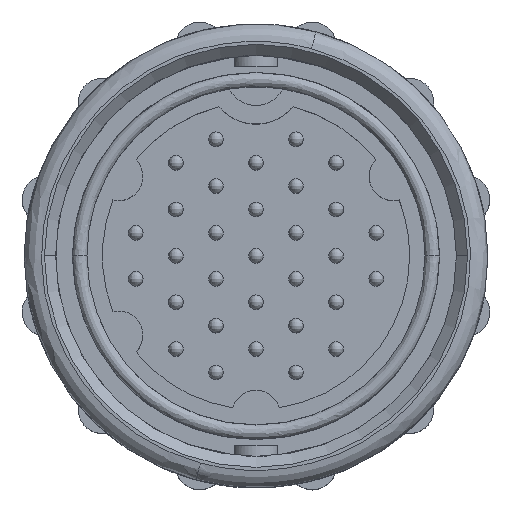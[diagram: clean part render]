
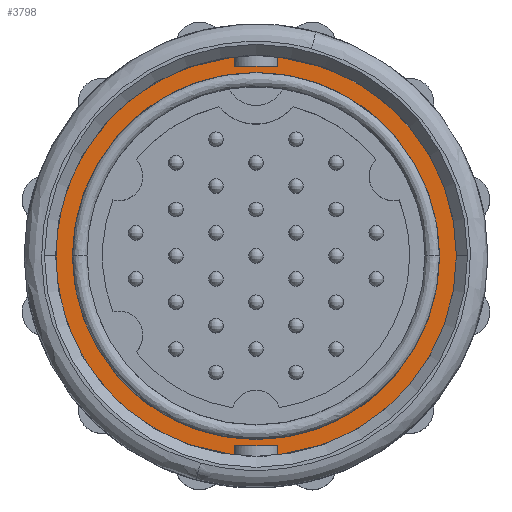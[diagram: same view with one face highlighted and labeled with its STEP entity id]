
A CAD part, top view. The second image highlights one B-rep face of the part: STEP entity #3798.
In plain terms, the highlighted planar face has unit normal (0, 0, 1).
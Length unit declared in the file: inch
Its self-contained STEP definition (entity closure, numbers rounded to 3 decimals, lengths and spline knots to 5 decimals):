
#1919 = CARTESIAN_POINT ( 'NONE',  ( 0., 0., 0.24329 ) ) ;
#1920 = DIRECTION ( 'NONE',  ( 0., 0., 1. ) ) ;
#1921 = DIRECTION ( 'NONE',  ( -1., 0., 0. ) ) ;
#2305 = EDGE_CURVE ( 'NONE', #11349, #11269, #2334, .T. ) ;
#2306 = EDGE_CURVE ( 'NONE', #11476, #11477, #5017, .T. ) ;
#2309 = EDGE_CURVE ( 'NONE', #11347, #11439, #5031, .T. ) ;
#2314 = EDGE_CURVE ( 'NONE', #11417, #11347, #3228, .T. ) ;
#2319 = EDGE_CURVE ( 'NONE', #11349, #11417, #3262, .T. ) ;
#2321 = EDGE_CURVE ( 'NONE', #11477, #11305, #3302, .T. ) ;
#2327 = EDGE_CURVE ( 'NONE', #11336, #11476, #2651, .T. ) ;
#2329 = EDGE_CURVE ( 'NONE', #11336, #11439, #2338, .T. ) ;
#2334 = CIRCLE ( 'NONE', #7193, 0.54 ) ;
#2338 = CIRCLE ( 'NONE', #8568, 0.54 ) ;
#2651 = LINE ( 'NONE', #2776, #8575 ) ;
#2670 = DIRECTION ( 'NONE',  ( 1., 0., 0. ) ) ;
#2774 = DIRECTION ( 'NONE',  ( 0., -1., 0. ) ) ;
#2776 = CARTESIAN_POINT ( 'NONE',  ( -0.0575, 0., 0.24329 ) ) ;
#2777 = DIRECTION ( 'NONE',  ( 0., 0., 1. ) ) ;
#2897 = CARTESIAN_POINT ( 'NONE',  ( 0., 0., 0.24329 ) ) ;
#3124 = DIRECTION ( 'NONE',  ( 0., -1., 0. ) ) ;
#3194 = DIRECTION ( 'NONE',  ( -1., 0., 0. ) ) ;
#3227 = CARTESIAN_POINT ( 'NONE',  ( -0.4555, -0.511, 0.24329 ) ) ;
#3228 = LINE ( 'NONE', #3227, #8473 ) ;
#3262 = LINE ( 'NONE', #3266, #8560 ) ;
#3266 = CARTESIAN_POINT ( 'NONE',  ( 0.0575, 0., 0.24329 ) ) ;
#3269 = DIRECTION ( 'NONE',  ( 0., 1., 0. ) ) ;
#3302 = LINE ( 'NONE', #3306, #8429 ) ;
#3306 = CARTESIAN_POINT ( 'NONE',  ( 0.0575, 0., 0.24329 ) ) ;
#3309 = DIRECTION ( 'NONE',  ( 0., 1., 0. ) ) ;
#3798 = ADVANCED_FACE ( 'NONE', ( #7809, #7791 ), #9786, .F. ) ;
#4135 = EDGE_CURVE ( 'NONE', #6780, #6706, #10932, .T. ) ;
#4339 = EDGE_CURVE ( 'NONE', #6706, #6780, #11191, .T. ) ;
#4499 = EDGE_CURVE ( 'NONE', #11269, #11305, #11017, .T. ) ;
#4985 = CARTESIAN_POINT ( 'NONE',  ( -0.4555, 0.511, 0.24329 ) ) ;
#5004 = DIRECTION ( 'NONE',  ( 1., 0., 0. ) ) ;
#5007 = DIRECTION ( 'NONE',  ( 0., 0., 1. ) ) ;
#5017 = LINE ( 'NONE', #4985, #7185 ) ;
#5019 = CARTESIAN_POINT ( 'NONE',  ( 0., 0., 0.24329 ) ) ;
#5030 = DIRECTION ( 'NONE',  ( 1., 0., 0. ) ) ;
#5031 = LINE ( 'NONE', #5661, #7197 ) ;
#5273 = ORIENTED_EDGE ( 'NONE', *, *, #2314, .F. ) ;
#5281 = ORIENTED_EDGE ( 'NONE', *, *, #4499, .T. ) ;
#5324 = ORIENTED_EDGE ( 'NONE', *, *, #4339, .F. ) ;
#5364 = ORIENTED_EDGE ( 'NONE', *, *, #4135, .F. ) ;
#5375 = ORIENTED_EDGE ( 'NONE', *, *, #2327, .F. ) ;
#5379 = ORIENTED_EDGE ( 'NONE', *, *, #2319, .F. ) ;
#5383 = ORIENTED_EDGE ( 'NONE', *, *, #2305, .T. ) ;
#5399 = ORIENTED_EDGE ( 'NONE', *, *, #2321, .F. ) ;
#5417 = ORIENTED_EDGE ( 'NONE', *, *, #2309, .F. ) ;
#5572 = ORIENTED_EDGE ( 'NONE', *, *, #2306, .F. ) ;
#5575 = ORIENTED_EDGE ( 'NONE', *, *, #2329, .T. ) ;
#5661 = CARTESIAN_POINT ( 'NONE',  ( -0.0575, -0.541, 0.24329 ) ) ;
#6167 = CARTESIAN_POINT ( 'NONE',  ( 0., 0., 0.24329 ) ) ;
#6169 = DIRECTION ( 'NONE',  ( 0., 0., 1. ) ) ;
#6171 = DIRECTION ( 'NONE',  ( 1., 0., 0. ) ) ;
#6413 = CARTESIAN_POINT ( 'NONE',  ( 0.49437, 0., 0.24329 ) ) ;
#6441 = CARTESIAN_POINT ( 'NONE',  ( -0.49437, 0., 0.24329 ) ) ;
#6466 = CARTESIAN_POINT ( 'NONE',  ( 0.54, 0., 0.24329 ) ) ;
#6477 = CARTESIAN_POINT ( 'NONE',  ( 0.0575, 0.53693, 0.24329 ) ) ;
#6491 = CARTESIAN_POINT ( 'NONE',  ( -0.0575, 0.53693, 0.24329 ) ) ;
#6496 = CARTESIAN_POINT ( 'NONE',  ( -0.0575, -0.511, 0.24329 ) ) ;
#6497 = CARTESIAN_POINT ( 'NONE',  ( 0.0575, -0.53693, 0.24329 ) ) ;
#6520 = CARTESIAN_POINT ( 'NONE',  ( 0.0575, -0.511, 0.24329 ) ) ;
#6532 = CARTESIAN_POINT ( 'NONE',  ( -0.0575, -0.53693, 0.24329 ) ) ;
#6562 = CARTESIAN_POINT ( 'NONE',  ( -0.0575, 0.511, 0.24329 ) ) ;
#6563 = CARTESIAN_POINT ( 'NONE',  ( 0.0575, 0.511, 0.24329 ) ) ;
#6706 = VERTEX_POINT ( 'NONE', #6413 ) ;
#6780 = VERTEX_POINT ( 'NONE', #6441 ) ;
#7150 = AXIS2_PLACEMENT_3D ( 'NONE', #6167, #6169, #6171 ) ;
#7185 = VECTOR ( 'NONE', #5004, 39.37008 ) ;
#7193 = AXIS2_PLACEMENT_3D ( 'NONE', #5019, #5007, #5030 ) ;
#7197 = VECTOR ( 'NONE', #3124, 39.37008 ) ;
#7278 = AXIS2_PLACEMENT_3D ( 'NONE', #9183, #9184, #9185 ) ;
#7765 = AXIS2_PLACEMENT_3D ( 'NONE', #9787, #9788, #9789 ) ;
#7791 = FACE_BOUND ( 'NONE', #12257, .T. ) ;
#7809 = FACE_OUTER_BOUND ( 'NONE', #12260, .T. ) ;
#8413 = AXIS2_PLACEMENT_3D ( 'NONE', #1919, #1920, #1921 ) ;
#8429 = VECTOR ( 'NONE', #3309, 39.37008 ) ;
#8473 = VECTOR ( 'NONE', #3194, 39.37008 ) ;
#8560 = VECTOR ( 'NONE', #3269, 39.37008 ) ;
#8568 = AXIS2_PLACEMENT_3D ( 'NONE', #2897, #2777, #2670 ) ;
#8575 = VECTOR ( 'NONE', #2774, 39.37008 ) ;
#9183 = CARTESIAN_POINT ( 'NONE',  ( 0., 0., 0.24329 ) ) ;
#9184 = DIRECTION ( 'NONE',  ( 0., 0., 1. ) ) ;
#9185 = DIRECTION ( 'NONE',  ( -1., 0., 0. ) ) ;
#9786 = PLANE ( 'NONE',  #7765 ) ;
#9787 = CARTESIAN_POINT ( 'NONE',  ( -0.4555, 0., 0.24329 ) ) ;
#9788 = DIRECTION ( 'NONE',  ( 0., 0., -1. ) ) ;
#9789 = DIRECTION ( 'NONE',  ( -1., 0., 0. ) ) ;
#10932 = CIRCLE ( 'NONE', #7278, 0.49437 ) ;
#11017 = CIRCLE ( 'NONE', #7150, 0.54 ) ;
#11191 = CIRCLE ( 'NONE', #8413, 0.49437 ) ;
#11269 = VERTEX_POINT ( 'NONE', #6466 ) ;
#11305 = VERTEX_POINT ( 'NONE', #6477 ) ;
#11336 = VERTEX_POINT ( 'NONE', #6491 ) ;
#11347 = VERTEX_POINT ( 'NONE', #6496 ) ;
#11349 = VERTEX_POINT ( 'NONE', #6497 ) ;
#11417 = VERTEX_POINT ( 'NONE', #6520 ) ;
#11439 = VERTEX_POINT ( 'NONE', #6532 ) ;
#11476 = VERTEX_POINT ( 'NONE', #6562 ) ;
#11477 = VERTEX_POINT ( 'NONE', #6563 ) ;
#12257 = EDGE_LOOP ( 'NONE', ( #5364, #5324 ) ) ;
#12260 = EDGE_LOOP ( 'NONE', ( #5273, #5379, #5383, #5281, #5399, #5572, #5375, #5575, #5417 ) ) ;
